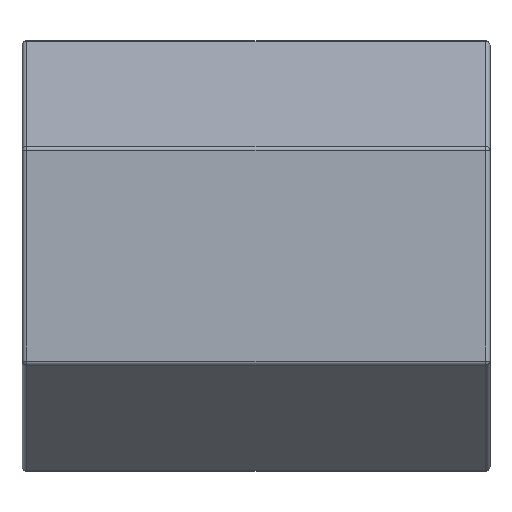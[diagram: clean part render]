
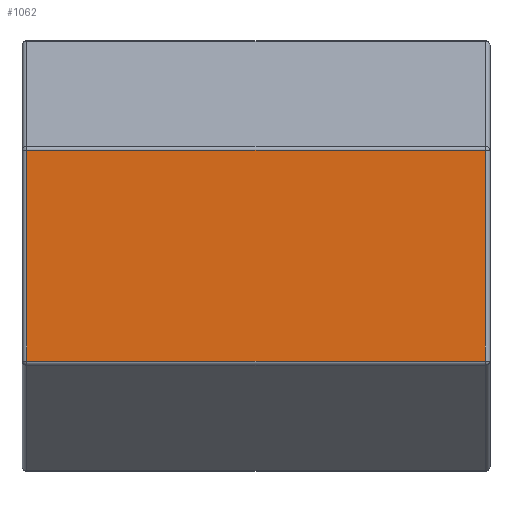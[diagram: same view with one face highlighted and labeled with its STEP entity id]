
A CAD part, top view. The second image highlights one B-rep face of the part: STEP entity #1062.
In plain terms, the highlighted planar face has unit normal (0, 0, 1).
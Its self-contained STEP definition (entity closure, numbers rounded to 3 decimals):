
#51 = CARTESIAN_POINT ( 'NONE',  ( 10., 2.309, 4. ) ) ;
#83 = CARTESIAN_POINT ( 'NONE',  ( 10., 2.252, 4. ) ) ;
#86 = VECTOR ( 'NONE', #825, 1000. ) ;
#111 = CARTESIAN_POINT ( 'NONE',  ( 9.9, 2.309, 4. ) ) ;
#143 = FACE_OUTER_BOUND ( 'NONE', #583, .T. ) ;
#160 = DIRECTION ( 'NONE',  ( 0., 0., -1. ) ) ;
#188 = VECTOR ( 'NONE', #470, 1000. ) ;
#190 = LINE ( 'NONE', #1011, #188 ) ;
#236 = VECTOR ( 'NONE', #856, 1000. ) ;
#243 = CARTESIAN_POINT ( 'NONE',  ( 9.9, 2.252, 4. ) ) ;
#253 = EDGE_CURVE ( 'NONE', #906, #698, #288, .T. ) ;
#277 = VECTOR ( 'NONE', #1167, 1000. ) ;
#288 = LINE ( 'NONE', #449, #277 ) ;
#344 = CARTESIAN_POINT ( 'NONE',  ( 0.1, 2.252, 4. ) ) ;
#423 = ORIENTED_EDGE ( 'NONE', *, *, #1273, .T. ) ;
#425 = VERTEX_POINT ( 'NONE', #891 ) ;
#449 = CARTESIAN_POINT ( 'NONE',  ( 0.1, 2.309, 4. ) ) ;
#470 = DIRECTION ( 'NONE',  ( 1., 0., 0. ) ) ;
#492 = EDGE_CURVE ( 'NONE', #698, #425, #190, .T. ) ;
#521 = LINE ( 'NONE', #111, #236 ) ;
#583 = EDGE_LOOP ( 'NONE', ( #675, #901, #423, #627 ) ) ;
#627 = ORIENTED_EDGE ( 'NONE', *, *, #1200, .T. ) ;
#656 = LINE ( 'NONE', #83, #86 ) ;
#675 = ORIENTED_EDGE ( 'NONE', *, *, #253, .T. ) ;
#698 = VERTEX_POINT ( 'NONE', #735 ) ;
#735 = CARTESIAN_POINT ( 'NONE',  ( 0.1, -2.252, 4. ) ) ;
#795 = PLANE ( 'NONE',  #1151 ) ;
#825 = DIRECTION ( 'NONE',  ( -1., 0., 0. ) ) ;
#856 = DIRECTION ( 'NONE',  ( 0., 1., 0. ) ) ;
#891 = CARTESIAN_POINT ( 'NONE',  ( 9.9, -2.252, 4. ) ) ;
#901 = ORIENTED_EDGE ( 'NONE', *, *, #492, .T. ) ;
#906 = VERTEX_POINT ( 'NONE', #344 ) ;
#916 = DIRECTION ( 'NONE',  ( 0., 1., 0. ) ) ;
#919 = VERTEX_POINT ( 'NONE', #243 ) ;
#1011 = CARTESIAN_POINT ( 'NONE',  ( 10., -2.252, 4. ) ) ;
#1062 = ADVANCED_FACE ( 'NONE', ( #143 ), #795, .F. ) ;
#1151 = AXIS2_PLACEMENT_3D ( 'NONE', #51, #160, #916 ) ;
#1167 = DIRECTION ( 'NONE',  ( 0., -1., 0. ) ) ;
#1200 = EDGE_CURVE ( 'NONE', #919, #906, #656, .T. ) ;
#1273 = EDGE_CURVE ( 'NONE', #425, #919, #521, .T. ) ;
